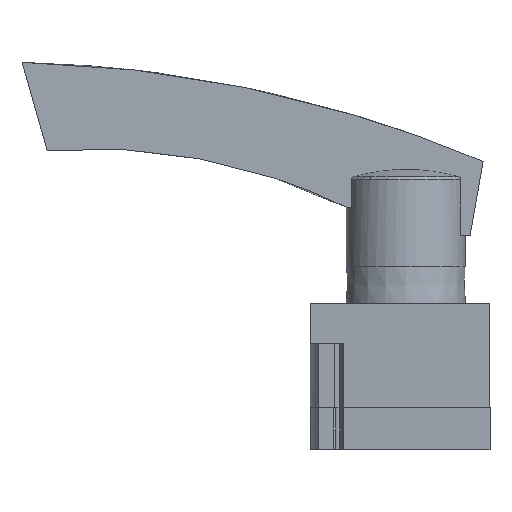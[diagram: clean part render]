
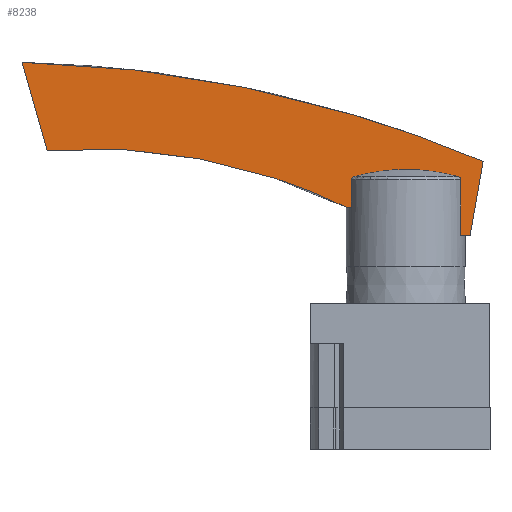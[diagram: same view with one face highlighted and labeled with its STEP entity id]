
A CAD part, top view. The second image highlights one B-rep face of the part: STEP entity #8238.
In plain terms, the highlighted planar face has unit normal (0.013, 0, 1).
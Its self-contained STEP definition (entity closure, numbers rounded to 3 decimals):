
#37=ELLIPSE('',#9110,421.037,421.);
#38=ELLIPSE('',#9111,195.017,195.);
#163=B_SPLINE_CURVE_WITH_KNOTS('',3,(#14230,#14231,#14232,#14233),
 .UNSPECIFIED.,.F.,.F.,(4,4),(0.,0.001),
 .UNSPECIFIED.);
#164=B_SPLINE_CURVE_WITH_KNOTS('',3,(#14237,#14238,#14239,#14240),
 .UNSPECIFIED.,.F.,.F.,(4,4),(0.,0.001),
 .UNSPECIFIED.);
#948=LINE('',#14212,#1638);
#950=LINE('',#14216,#1640);
#951=LINE('',#14219,#1641);
#952=LINE('',#14221,#1642);
#953=LINE('',#14225,#1643);
#954=LINE('',#14228,#1644);
#1638=VECTOR('',#11347,1000.);
#1640=VECTOR('',#11351,1000.);
#1641=VECTOR('',#11352,1000.);
#1642=VECTOR('',#11353,1000.);
#1643=VECTOR('',#11356,1000.);
#1644=VECTOR('',#11359,1000.);
#3696=ORIENTED_EDGE('',*,*,#5051,.F.);
#3697=ORIENTED_EDGE('',*,*,#5052,.T.);
#3698=ORIENTED_EDGE('',*,*,#5053,.T.);
#3699=ORIENTED_EDGE('',*,*,#5054,.T.);
#3700=ORIENTED_EDGE('',*,*,#5055,.T.);
#3701=ORIENTED_EDGE('',*,*,#5056,.F.);
#3702=ORIENTED_EDGE('',*,*,#5049,.T.);
#3703=ORIENTED_EDGE('',*,*,#5057,.F.);
#3704=ORIENTED_EDGE('',*,*,#5058,.T.);
#3705=ORIENTED_EDGE('',*,*,#5059,.T.);
#3706=ORIENTED_EDGE('',*,*,#5060,.T.);
#5049=EDGE_CURVE('',#5880,#5878,#948,.T.);
#5051=EDGE_CURVE('',#5881,#5882,#950,.F.);
#5052=EDGE_CURVE('',#5881,#5883,#951,.T.);
#5053=EDGE_CURVE('',#5883,#5884,#952,.T.);
#5054=EDGE_CURVE('',#5884,#5885,#37,.F.);
#5055=EDGE_CURVE('',#5885,#5886,#953,.T.);
#5056=EDGE_CURVE('',#5880,#5886,#38,.F.);
#5057=EDGE_CURVE('',#5887,#5878,#954,.T.);
#5058=EDGE_CURVE('',#5887,#5888,#163,.T.);
#5059=EDGE_CURVE('',#5888,#5889,#6267,.T.);
#5060=EDGE_CURVE('',#5889,#5882,#164,.T.);
#5878=VERTEX_POINT('',#14210);
#5880=VERTEX_POINT('',#14213);
#5881=VERTEX_POINT('',#14217);
#5882=VERTEX_POINT('',#14218);
#5883=VERTEX_POINT('',#14220);
#5884=VERTEX_POINT('',#14222);
#5885=VERTEX_POINT('',#14224);
#5886=VERTEX_POINT('',#14226);
#5887=VERTEX_POINT('',#14229);
#5888=VERTEX_POINT('',#14234);
#5889=VERTEX_POINT('',#14236);
#6267=CIRCLE('',#9112,64.501);
#6825=EDGE_LOOP('',(#3696,#3697,#3698,#3699,#3700,#3701,#3702,#3703,#3704,
#3705,#3706));
#7437=FACE_BOUND('',#6825,.T.);
#7775=PLANE('',#9109);
#8238=ADVANCED_FACE('',(#7437),#7775,.F.);
#9109=AXIS2_PLACEMENT_3D('',#14215,#11349,#11350);
#9110=AXIS2_PLACEMENT_3D('',#14223,#11354,#11355);
#9111=AXIS2_PLACEMENT_3D('',#14227,#11357,#11358);
#9112=AXIS2_PLACEMENT_3D('',#14235,#11360,#11361);
#11347=DIRECTION('',(1.,0.,-0.013));
#11349=DIRECTION('',(-0.013,0.,-1.));
#11350=DIRECTION('',(-1.,0.,0.013));
#11351=DIRECTION('',(0.,-1.,0.));
#11352=DIRECTION('',(1.,0.,-0.013));
#11353=DIRECTION('',(0.174,0.985,-0.002));
#11354=DIRECTION('',(-0.013,0.,-1.));
#11355=DIRECTION('',(1.,0.,-0.013));
#11356=DIRECTION('',(0.276,-0.961,-0.004));
#11357=DIRECTION('',(-0.013,0.,-1.));
#11358=DIRECTION('',(1.,0.,-0.013));
#11359=DIRECTION('',(0.,-1.,0.));
#11360=DIRECTION('',(-0.013,0.,-1.));
#11361=DIRECTION('',(-1.,0.,0.013));
#14210=CARTESIAN_POINT('',(-18.204,20.,8.284));
#14212=CARTESIAN_POINT('',(-129.,20.,9.75));
#14213=CARTESIAN_POINT('',(-20.,20.,8.307));
#14215=CARTESIAN_POINT('',(-129.,70.,9.75));
#14216=CARTESIAN_POINT('',(18.417,0.,7.799));
#14217=CARTESIAN_POINT('',(18.417,10.5,7.799));
#14218=CARTESIAN_POINT('',(18.417,29.215,7.799));
#14219=CARTESIAN_POINT('',(-129.,10.5,9.75));
#14220=CARTESIAN_POINT('',(21.527,10.5,7.758));
#14221=CARTESIAN_POINT('',(27.162,42.46,7.683));
#14222=CARTESIAN_POINT('',(25.9,35.3,7.7));
#14223=CARTESIAN_POINT('',(-138.227,-352.39,9.872));
#14224=CARTESIAN_POINT('',(-128.6,68.5,9.745));
#14225=CARTESIAN_POINT('',(-129.028,69.992,9.75));
#14226=CARTESIAN_POINT('',(-120.141,39.,9.633));
#14227=CARTESIAN_POINT('',(-105.156,-155.423,9.434));
#14228=CARTESIAN_POINT('',(-18.204,0.,8.284));
#14229=CARTESIAN_POINT('',(-18.204,29.215,8.284));
#14230=CARTESIAN_POINT('',(-18.204,29.215,8.284));
#14231=CARTESIAN_POINT('',(-18.204,29.658,8.284));
#14232=CARTESIAN_POINT('',(-17.859,30.049,8.279));
#14233=CARTESIAN_POINT('',(-17.433,30.17,8.273));
#14234=CARTESIAN_POINT('',(-17.433,30.17,8.273));
#14235=CARTESIAN_POINT('',(0.106,-31.9,8.041));
#14236=CARTESIAN_POINT('',(17.646,30.17,7.809));
#14237=CARTESIAN_POINT('',(17.646,30.17,7.809));
#14238=CARTESIAN_POINT('',(18.072,30.049,7.804));
#14239=CARTESIAN_POINT('',(18.417,29.659,7.799));
#14240=CARTESIAN_POINT('',(18.417,29.215,7.799));
